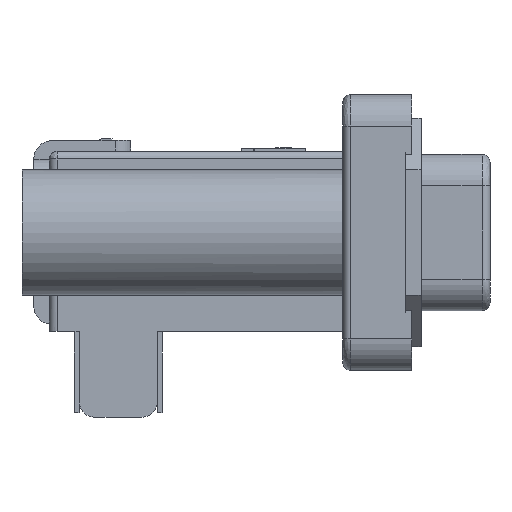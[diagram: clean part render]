
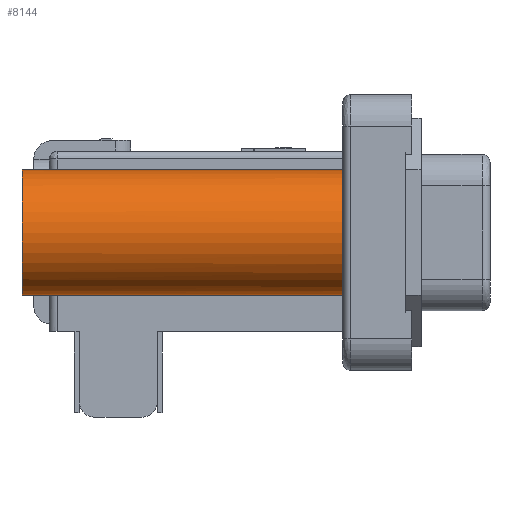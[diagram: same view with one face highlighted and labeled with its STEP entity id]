
A CAD part, left-side view. The second image highlights one B-rep face of the part: STEP entity #8144.
In plain terms, the highlighted cylindrical face has radius 2 mm (diameter 4 mm), a partial arc.
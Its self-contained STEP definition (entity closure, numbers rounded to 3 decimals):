
#6985 = VERTEX_POINT('',#6986);
#6986 = CARTESIAN_POINT('',(-3.525,-8.495,5.2));
#6992 = EDGE_CURVE('',#6993,#6985,#6995,.T.);
#6993 = VERTEX_POINT('',#6994);
#6994 = CARTESIAN_POINT('',(-3.525,-8.495,1.2));
#6995 = CIRCLE('',#6996,2.);
#6996 = AXIS2_PLACEMENT_3D('',#6997,#6998,#6999);
#6997 = CARTESIAN_POINT('',(-3.525,-8.495,3.2));
#6998 = DIRECTION('',(0.,1.,0.));
#6999 = DIRECTION('',(1.,0.,0.));
#8144 = ADVANCED_FACE('',(#8145),#8209,.T.);
#8145 = FACE_BOUND('',#8146,.T.);
#8146 = EDGE_LOOP('',(#8147,#8155,#8156,#8164,#8175,#8183,#8192,#8200));
#8147 = ORIENTED_EDGE('',*,*,#8148,.T.);
#8148 = EDGE_CURVE('',#8149,#6993,#8151,.T.);
#8149 = VERTEX_POINT('',#8150);
#8150 = CARTESIAN_POINT('',(-3.525,0.63,1.2));
#8151 = LINE('',#8152,#8153);
#8152 = CARTESIAN_POINT('',(-3.525,20.612,1.2));
#8153 = VECTOR('',#8154,1.);
#8154 = DIRECTION('',(0.,-1.,0.));
#8155 = ORIENTED_EDGE('',*,*,#6992,.T.);
#8156 = ORIENTED_EDGE('',*,*,#8157,.T.);
#8157 = EDGE_CURVE('',#6985,#8158,#8160,.T.);
#8158 = VERTEX_POINT('',#8159);
#8159 = CARTESIAN_POINT('',(-3.525,0.63,5.2));
#8160 = LINE('',#8161,#8162);
#8161 = CARTESIAN_POINT('',(-3.525,20.612,5.2));
#8162 = VECTOR('',#8163,1.);
#8163 = DIRECTION('',(0.,1.,0.));
#8164 = ORIENTED_EDGE('',*,*,#8165,.T.);
#8165 = EDGE_CURVE('',#8158,#8166,#8168,.T.);
#8166 = VERTEX_POINT('',#8167);
#8167 = CARTESIAN_POINT('',(-3.275,0.88,5.184));
#8168 = B_SPLINE_CURVE_WITH_KNOTS('',3,(#8169,#8170,#8171,#8172,#8173,
    #8174),.UNSPECIFIED.,.F.,.F.,(4,2,4),(0.,0.,
    0.),.UNSPECIFIED.);
#8169 = CARTESIAN_POINT('',(-3.525,0.63,5.2));
#8170 = CARTESIAN_POINT('',(-3.525,0.696,5.2));
#8171 = CARTESIAN_POINT('',(-3.498,0.761,
    5.2));
#8172 = CARTESIAN_POINT('',(-3.405,0.853,
    5.197));
#8173 = CARTESIAN_POINT('',(-3.341,0.88,5.193
    ));
#8174 = CARTESIAN_POINT('',(-3.275,0.88,5.184));
#8175 = ORIENTED_EDGE('',*,*,#8176,.T.);
#8176 = EDGE_CURVE('',#8166,#8177,#8179,.T.);
#8177 = VERTEX_POINT('',#8178);
#8178 = CARTESIAN_POINT('',(-3.275,1.755,5.184));
#8179 = LINE('',#8180,#8181);
#8180 = CARTESIAN_POINT('',(-3.275,1.755,5.184));
#8181 = VECTOR('',#8182,1.);
#8182 = DIRECTION('',(0.,1.,0.));
#8183 = ORIENTED_EDGE('',*,*,#8184,.T.);
#8184 = EDGE_CURVE('',#8177,#8185,#8187,.T.);
#8185 = VERTEX_POINT('',#8186);
#8186 = CARTESIAN_POINT('',(-3.275,1.755,1.216));
#8187 = CIRCLE('',#8188,2.);
#8188 = AXIS2_PLACEMENT_3D('',#8189,#8190,#8191);
#8189 = CARTESIAN_POINT('',(-3.525,1.755,3.2));
#8190 = DIRECTION('',(0.,-1.,0.));
#8191 = DIRECTION('',(1.,0.,0.));
#8192 = ORIENTED_EDGE('',*,*,#8193,.T.);
#8193 = EDGE_CURVE('',#8185,#8194,#8196,.T.);
#8194 = VERTEX_POINT('',#8195);
#8195 = CARTESIAN_POINT('',(-3.275,0.88,1.216));
#8196 = LINE('',#8197,#8198);
#8197 = CARTESIAN_POINT('',(-3.275,1.755,1.216));
#8198 = VECTOR('',#8199,1.);
#8199 = DIRECTION('',(0.,-1.,0.));
#8200 = ORIENTED_EDGE('',*,*,#8201,.T.);
#8201 = EDGE_CURVE('',#8194,#8149,#8202,.T.);
#8202 = B_SPLINE_CURVE_WITH_KNOTS('',3,(#8203,#8204,#8205,#8206,#8207,
    #8208),.UNSPECIFIED.,.F.,.F.,(4,2,4),(0.,
    0.,0.),.UNSPECIFIED.);
#8203 = CARTESIAN_POINT('',(-3.275,0.88,1.216));
#8204 = CARTESIAN_POINT('',(-3.341,0.88,1.207));
#8205 = CARTESIAN_POINT('',(-3.405,0.853,
    1.203));
#8206 = CARTESIAN_POINT('',(-3.498,0.761,1.2
    ));
#8207 = CARTESIAN_POINT('',(-3.525,0.696,1.2));
#8208 = CARTESIAN_POINT('',(-3.525,0.63,1.2));
#8209 = CYLINDRICAL_SURFACE('',#8210,2.);
#8210 = AXIS2_PLACEMENT_3D('',#8211,#8212,#8213);
#8211 = CARTESIAN_POINT('',(-3.525,20.612,3.2));
#8212 = DIRECTION('',(0.,-1.,0.));
#8213 = DIRECTION('',(1.,0.,0.));
